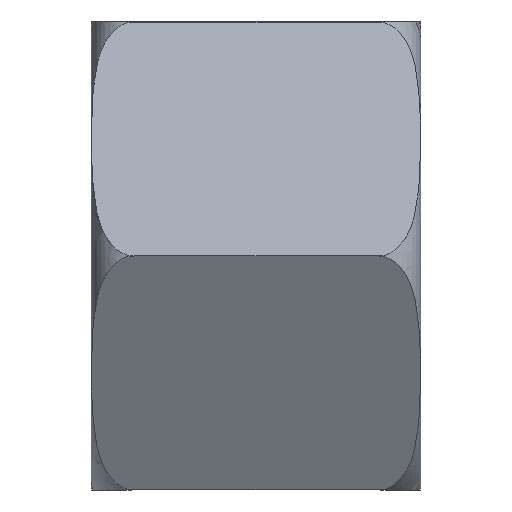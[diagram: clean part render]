
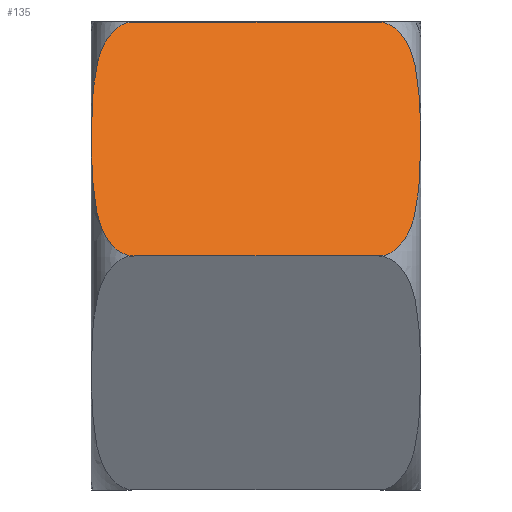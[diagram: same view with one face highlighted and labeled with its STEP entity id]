
A CAD part, front view. The second image highlights one B-rep face of the part: STEP entity #135.
In plain terms, the highlighted planar face has unit normal (0, -0.866, 0.5).
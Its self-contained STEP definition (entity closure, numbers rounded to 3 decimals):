
#107=FACE_OUTER_BOUND('',#200,.T.);
#121=PLANE('',#360);
#135=ADVANCED_FACE('',(#107),#121,.T.);
#200=EDGE_LOOP('',(#252,#253,#254,#255));
#252=ORIENTED_EDGE('',*,*,#316,.F.);
#253=ORIENTED_EDGE('',*,*,#294,.T.);
#254=ORIENTED_EDGE('',*,*,#317,.T.);
#255=ORIENTED_EDGE('',*,*,#304,.T.);
#271=VERTEX_POINT('',#474);
#272=VERTEX_POINT('',#489);
#277=VERTEX_POINT('',#539);
#281=VERTEX_POINT('',#599);
#294=EDGE_CURVE('',#272,#271,#323,.T.);
#304=EDGE_CURVE('',#277,#281,#331,.T.);
#316=EDGE_CURVE('',#272,#281,#336,.T.);
#317=EDGE_CURVE('',#271,#277,#337,.T.);
#323=B_SPLINE_CURVE_WITH_KNOTS('',3,(#475,#476,#477,#478,#479,#480,#481,
#482,#483,#484,#485,#486,#487,#488),.UNSPECIFIED.,.F.,.F.,(4,2,2,2,2,2,
4),(0.,0.125,0.25,0.5,0.75,0.875,1.),.UNSPECIFIED.);
#331=B_SPLINE_CURVE_WITH_KNOTS('',3,(#600,#601,#602,#603,#604,#605,#606,
#607,#608,#609,#610,#611,#612,#613),.UNSPECIFIED.,.F.,.F.,(4,2,2,2,2,2,
4),(0.,0.125,0.25,0.5,0.75,0.875,1.),.UNSPECIFIED.);
#336=B_SPLINE_CURVE_WITH_KNOTS('',3,(#654,#655,#656,#657),.UNSPECIFIED.,
 .F.,.F.,(4,4),(0.,1.),.UNSPECIFIED.);
#337=B_SPLINE_CURVE_WITH_KNOTS('',3,(#659,#660,#661,#662),.UNSPECIFIED.,
 .F.,.F.,(4,4),(0.,1.),.UNSPECIFIED.);
#360=AXIS2_PLACEMENT_3D('',#663,#412,#413);
#412=DIRECTION('',(0.,-0.866,0.5));
#413=DIRECTION('',(0.,-0.5,-0.866));
#474=CARTESIAN_POINT('',(2.,-12.702,0.));
#475=CARTESIAN_POINT('',(2.,-6.351,11.));
#476=CARTESIAN_POINT('',(1.392,-6.351,11.));
#477=CARTESIAN_POINT('',(0.935,-6.622,10.531));
#478=CARTESIAN_POINT('',(0.413,-7.157,9.604));
#479=CARTESIAN_POINT('',(0.281,-7.452,9.092));
#480=CARTESIAN_POINT('',(0.023,-8.328,7.575));
#481=CARTESIAN_POINT('',(0.023,-8.925,6.541));
#482=CARTESIAN_POINT('',(0.022,-10.109,4.491));
#483=CARTESIAN_POINT('',(0.021,-10.701,3.466));
#484=CARTESIAN_POINT('',(0.273,-11.582,1.94));
#485=CARTESIAN_POINT('',(0.402,-11.881,1.422));
#486=CARTESIAN_POINT('',(0.929,-12.428,0.473));
#487=CARTESIAN_POINT('',(1.386,-12.702,0.));
#488=CARTESIAN_POINT('',(2.,-12.702,0.));
#489=CARTESIAN_POINT('',(2.,-6.351,11.));
#539=CARTESIAN_POINT('',(13.5,-12.702,0.));
#599=CARTESIAN_POINT('',(13.5,-6.351,11.));
#600=CARTESIAN_POINT('',(13.5,-12.702,0.));
#601=CARTESIAN_POINT('',(14.108,-12.702,0.));
#602=CARTESIAN_POINT('',(14.565,-12.431,0.469));
#603=CARTESIAN_POINT('',(15.087,-11.896,1.396));
#604=CARTESIAN_POINT('',(15.219,-11.6,1.908));
#605=CARTESIAN_POINT('',(15.477,-10.724,3.425));
#606=CARTESIAN_POINT('',(15.477,-10.127,4.459));
#607=CARTESIAN_POINT('',(15.478,-8.944,6.509));
#608=CARTESIAN_POINT('',(15.479,-8.352,7.534));
#609=CARTESIAN_POINT('',(15.227,-7.471,9.06));
#610=CARTESIAN_POINT('',(15.098,-7.172,9.578));
#611=CARTESIAN_POINT('',(14.571,-6.624,10.527));
#612=CARTESIAN_POINT('',(14.114,-6.351,11.));
#613=CARTESIAN_POINT('',(13.5,-6.351,11.));
#654=CARTESIAN_POINT('',(2.,-6.351,11.));
#655=CARTESIAN_POINT('',(5.833,-6.351,11.));
#656=CARTESIAN_POINT('',(9.667,-6.351,11.));
#657=CARTESIAN_POINT('',(13.5,-6.351,11.));
#659=CARTESIAN_POINT('',(2.,-12.702,0.));
#660=CARTESIAN_POINT('',(5.833,-12.702,0.));
#661=CARTESIAN_POINT('',(9.667,-12.702,0.));
#662=CARTESIAN_POINT('',(13.5,-12.702,0.));
#663=CARTESIAN_POINT('',(17.05,-12.702,0.));
